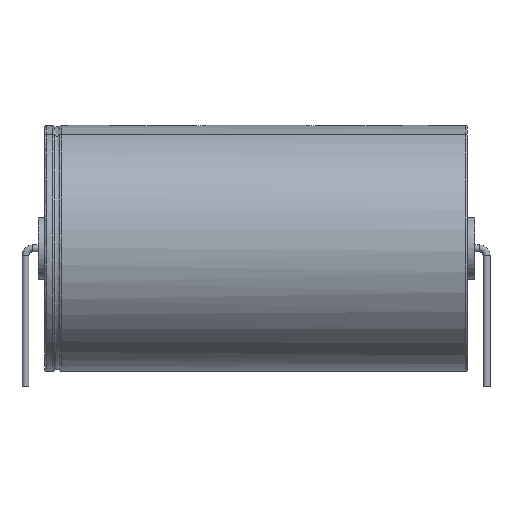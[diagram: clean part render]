
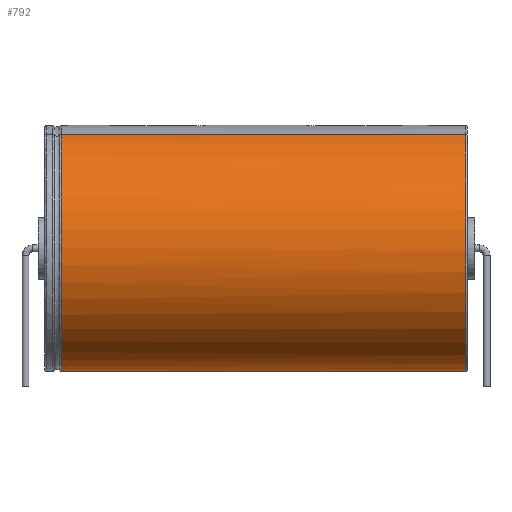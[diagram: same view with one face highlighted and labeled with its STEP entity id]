
A CAD part, front view. The second image highlights one B-rep face of the part: STEP entity #792.
In plain terms, the highlighted cylindrical face has radius 16 mm (diameter 32 mm), a partial arc.
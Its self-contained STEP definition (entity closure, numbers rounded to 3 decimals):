
#138=VERTEX_POINT('',#139);
#139=CARTESIAN_POINT('',(57.3,-6.123,30.782));
#145=EDGE_CURVE('',#146,#138,#148,.T.);
#146=VERTEX_POINT('',#147);
#147=CARTESIAN_POINT('',(4.635,-6.123,30.782));
#148=LINE('',#149,#150);
#149=CARTESIAN_POINT('',(4.5,-6.123,30.782));
#150=VECTOR('',#151,1.);
#151=DIRECTION('',(1.,0.,0.));
#194=DIRECTION('',(-1.,0.,0.));
#364=VERTEX_POINT('',#365);
#365=CARTESIAN_POINT('',(57.3,6.123,30.782));
#369=DIRECTION('',(0.,0.383,0.924));
#370=ORIENTED_EDGE('',*,*,#371,.F.);
#371=EDGE_CURVE('',#372,#364,#374,.T.);
#372=VERTEX_POINT('',#373);
#373=CARTESIAN_POINT('',(4.635,6.123,30.782));
#374=LINE('',#375,#150);
#375=CARTESIAN_POINT('',(4.5,6.123,30.782));
#712=ORIENTED_EDGE('',*,*,#713,.T.);
#713=EDGE_CURVE('',#372,#146,#714,.T.);
#714=B_SPLINE_CURVE_WITH_KNOTS('',13,(#715,#716,#717,#718,#719,#720,#721,#722,#723,#724,#725,#726,#727,#728,#729,#730,#731,#732,#733,#734,#735,#736,#737,#738,#739,#740,#741,#742,#743,#744,#745,#746,#747,#748,#749,#750,#751,#752),.UNSPECIFIED.,.F.,.F.,(14,12,12,14),(-3.748,0.,87.965,91.713),.UNSPECIFIED.);
#715=CARTESIAN_POINT('',(4.635,2.66,32.216));
#716=CARTESIAN_POINT('',(4.635,2.928,32.105));
#717=CARTESIAN_POINT('',(4.635,3.196,31.994));
#718=CARTESIAN_POINT('',(4.635,3.464,31.883));
#719=CARTESIAN_POINT('',(4.635,3.731,31.773));
#720=CARTESIAN_POINT('',(4.635,3.998,31.662));
#721=CARTESIAN_POINT('',(4.635,4.265,31.552));
#722=CARTESIAN_POINT('',(4.635,4.531,31.441));
#723=CARTESIAN_POINT('',(4.635,4.797,31.331));
#724=CARTESIAN_POINT('',(4.635,5.063,31.221));
#725=CARTESIAN_POINT('',(4.635,5.328,31.111));
#726=CARTESIAN_POINT('',(4.635,5.594,31.001));
#727=CARTESIAN_POINT('',(4.635,5.858,30.892));
#728=CARTESIAN_POINT('',(4.635,12.331,28.211));
#729=CARTESIAN_POINT('',(4.635,17.458,22.777));
#730=CARTESIAN_POINT('',(4.635,19.939,14.98));
#731=CARTESIAN_POINT('',(4.635,18.554,6.316));
#732=CARTESIAN_POINT('',(4.635,13.242,-0.996));
#733=CARTESIAN_POINT('',(4.635,5.042,-5.648));
#734=CARTESIAN_POINT('',(4.635,-5.042,-5.648));
#735=CARTESIAN_POINT('',(4.635,-13.242,-0.996));
#736=CARTESIAN_POINT('',(4.635,-18.554,6.316));
#737=CARTESIAN_POINT('',(4.635,-19.939,14.98));
#738=CARTESIAN_POINT('',(4.635,-17.458,22.777));
#739=CARTESIAN_POINT('',(4.635,-12.331,28.211));
#740=CARTESIAN_POINT('',(4.635,-5.858,30.892));
#741=CARTESIAN_POINT('',(4.635,-5.594,31.001));
#742=CARTESIAN_POINT('',(4.635,-5.328,31.111));
#743=CARTESIAN_POINT('',(4.635,-5.063,31.221));
#744=CARTESIAN_POINT('',(4.635,-4.797,31.331));
#745=CARTESIAN_POINT('',(4.635,-4.531,31.441));
#746=CARTESIAN_POINT('',(4.635,-4.265,31.552));
#747=CARTESIAN_POINT('',(4.635,-3.998,31.662));
#748=CARTESIAN_POINT('',(4.635,-3.731,31.773));
#749=CARTESIAN_POINT('',(4.635,-3.464,31.883));
#750=CARTESIAN_POINT('',(4.635,-3.196,31.994));
#751=CARTESIAN_POINT('',(4.635,-2.928,32.105));
#752=CARTESIAN_POINT('',(4.635,-2.66,32.216));
#792=ADVANCED_FACE('',(#793),#801,.T.);
#793=FACE_BOUND('',#794,.F.);
#794=EDGE_LOOP('',(#370,#712,#795,#796));
#795=ORIENTED_EDGE('',*,*,#145,.T.);
#796=ORIENTED_EDGE('',*,*,#797,.F.);
#797=EDGE_CURVE('',#364,#138,#798,.T.);
#798=CIRCLE('',#799,16.);
#799=AXIS2_PLACEMENT_3D('',#800,#194,#369);
#800=CARTESIAN_POINT('',(57.3,0.,16.));
#801=CYLINDRICAL_SURFACE('',#802,16.);
#802=AXIS2_PLACEMENT_3D('',#803,#151,#369);
#803=CARTESIAN_POINT('',(4.5,0.,16.));
